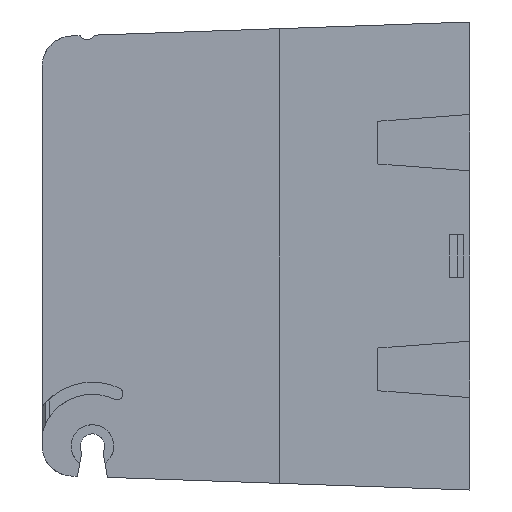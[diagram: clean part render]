
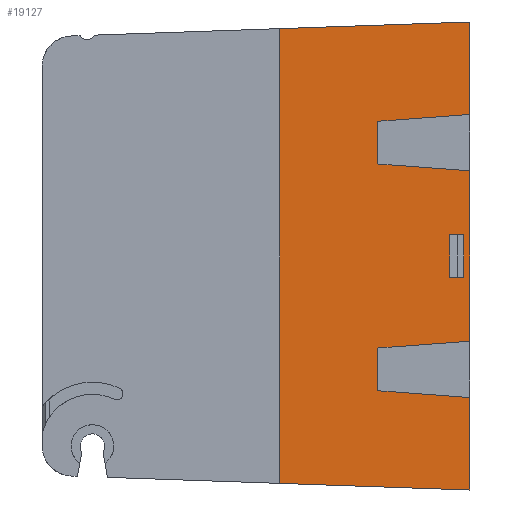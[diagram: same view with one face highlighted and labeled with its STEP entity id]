
A CAD part, left-side view. The second image highlights one B-rep face of the part: STEP entity #19127.
In plain terms, the highlighted planar face has unit normal (-1, 0, 0).
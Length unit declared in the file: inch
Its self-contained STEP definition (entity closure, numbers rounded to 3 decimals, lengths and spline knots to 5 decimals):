
#201 = VECTOR ( 'NONE', #20753, 39.37008 ) ;
#314 = CARTESIAN_POINT ( 'NONE',  ( -0.465, 0.133, 0.14 ) ) ;
#495 = EDGE_CURVE ( 'NONE', #1315, #7737, #4488, .T. ) ;
#967 = DIRECTION ( 'NONE',  ( 0., -1., 0. ) ) ;
#1134 = ORIENTED_EDGE ( 'NONE', *, *, #23630, .F. ) ;
#1315 = VERTEX_POINT ( 'NONE', #11695 ) ;
#1384 = ORIENTED_EDGE ( 'NONE', *, *, #16448, .T. ) ;
#2020 = CARTESIAN_POINT ( 'NONE',  ( -0.465, 0., 1.4375 ) ) ;
#2132 = VERTEX_POINT ( 'NONE', #14345 ) ;
#2621 = CARTESIAN_POINT ( 'NONE',  ( -0.465, 0., -0.56 ) ) ;
#2980 = LINE ( 'NONE', #13868, #21855 ) ;
#3062 = VECTOR ( 'NONE', #29434, 39.37008 ) ;
#3374 = CARTESIAN_POINT ( 'NONE',  ( -0.465, 0.04, -0.14 ) ) ;
#3419 = VERTEX_POINT ( 'NONE', #8547 ) ;
#3965 = DIRECTION ( 'NONE',  ( 0., 0.999, 0.035 ) ) ;
#4488 = LINE ( 'NONE', #314, #31066 ) ;
#5300 = ORIENTED_EDGE ( 'NONE', *, *, #15017, .F. ) ;
#6076 = ORIENTED_EDGE ( 'NONE', *, *, #21548, .T. ) ;
#6152 = VECTOR ( 'NONE', #15409, 39.37008 ) ;
#7000 = LINE ( 'NONE', #18172, #201 ) ;
#7280 = CARTESIAN_POINT ( 'NONE',  ( -0.465, 0., 1.53756 ) ) ;
#7350 = VECTOR ( 'NONE', #21125, 39.37008 ) ;
#7389 = LINE ( 'NONE', #16026, #20282 ) ;
#7707 = VECTOR ( 'NONE', #10863, 39.37008 ) ;
#7737 = VERTEX_POINT ( 'NONE', #8622 ) ;
#7801 = LINE ( 'NONE', #25716, #27553 ) ;
#8282 = FACE_OUTER_BOUND ( 'NONE', #32220, .T. ) ;
#8359 = EDGE_CURVE ( 'NONE', #28180, #14420, #2980, .T. ) ;
#8519 = LINE ( 'NONE', #2020, #22233 ) ;
#8547 = CARTESIAN_POINT ( 'NONE',  ( -0.465, 0.604, 0.88523 ) ) ;
#8622 = CARTESIAN_POINT ( 'NONE',  ( -0.465, 0.04, 0.14 ) ) ;
#8747 = EDGE_CURVE ( 'NONE', #2132, #1315, #17373, .T. ) ;
#9011 = CARTESIAN_POINT ( 'NONE',  ( -0.465, 1.1485, -1.49745 ) ) ;
#9098 = DIRECTION ( 'NONE',  ( 0., 0., -1. ) ) ;
#10205 = CARTESIAN_POINT ( 'NONE',  ( -0.465, 0., -0.93 ) ) ;
#10449 = VERTEX_POINT ( 'NONE', #17488 ) ;
#10475 = CARTESIAN_POINT ( 'NONE',  ( -0.465, 0.604, -0.88523 ) ) ;
#10780 = VERTEX_POINT ( 'NONE', #31637 ) ;
#10863 = DIRECTION ( 'NONE',  ( 0., 0., 1. ) ) ;
#10905 = VERTEX_POINT ( 'NONE', #23600 ) ;
#11131 = LINE ( 'NONE', #24899, #24863 ) ;
#11241 = VECTOR ( 'NONE', #9098, 39.37008 ) ;
#11322 = VERTEX_POINT ( 'NONE', #21949 ) ;
#11328 = EDGE_CURVE ( 'NONE', #11809, #14420, #25770, .T. ) ;
#11444 = ORIENTED_EDGE ( 'NONE', *, *, #25701, .F. ) ;
#11695 = CARTESIAN_POINT ( 'NONE',  ( -0.465, 0.133, 0.14 ) ) ;
#11701 = VERTEX_POINT ( 'NONE', #10475 ) ;
#11809 = VERTEX_POINT ( 'NONE', #13488 ) ;
#11884 = ORIENTED_EDGE ( 'NONE', *, *, #495, .T. ) ;
#12227 = EDGE_CURVE ( 'NONE', #25413, #21851, #17141, .T. ) ;
#12282 = EDGE_CURVE ( 'NONE', #18181, #21851, #23591, .T. ) ;
#12589 = EDGE_CURVE ( 'NONE', #10449, #11809, #7801, .T. ) ;
#12628 = EDGE_CURVE ( 'NONE', #3419, #11322, #7000, .T. ) ;
#12793 = DIRECTION ( 'NONE',  ( 0., 0.999, -0.035 ) ) ;
#13488 = CARTESIAN_POINT ( 'NONE',  ( -0.465, 0., 0.56 ) ) ;
#13868 = CARTESIAN_POINT ( 'NONE',  ( -0.465, 0., -0.56 ) ) ;
#13888 = CARTESIAN_POINT ( 'NONE',  ( -0.465, 0.594, -0.5 ) ) ;
#14087 = ORIENTED_EDGE ( 'NONE', *, *, #21445, .F. ) ;
#14321 = FACE_BOUND ( 'NONE', #33272, .T. ) ;
#14345 = CARTESIAN_POINT ( 'NONE',  ( -0.465, 0.133, -0.14 ) ) ;
#14420 = VERTEX_POINT ( 'NONE', #2621 ) ;
#15017 = EDGE_CURVE ( 'NONE', #10905, #7737, #21420, .T. ) ;
#15089 = ORIENTED_EDGE ( 'NONE', *, *, #12628, .T. ) ;
#15348 = ORIENTED_EDGE ( 'NONE', *, *, #8359, .T. ) ;
#15409 = DIRECTION ( 'NONE',  ( 0., 0., 1. ) ) ;
#15932 = CARTESIAN_POINT ( 'NONE',  ( -0.465, 1.25, 1.49391 ) ) ;
#16026 = CARTESIAN_POINT ( 'NONE',  ( -0.465, 0.62245, -0.88387 ) ) ;
#16041 = CARTESIAN_POINT ( 'NONE',  ( -0.465, 0., 1.4375 ) ) ;
#16448 = EDGE_CURVE ( 'NONE', #10449, #3419, #19863, .T. ) ;
#16453 = DIRECTION ( 'NONE',  ( 0., -0.997, 0.074 ) ) ;
#16476 = DIRECTION ( 'NONE',  ( 0., 0., 1. ) ) ;
#16892 = VERTEX_POINT ( 'NONE', #10205 ) ;
#17141 = LINE ( 'NONE', #30819, #24005 ) ;
#17373 = LINE ( 'NONE', #26610, #23444 ) ;
#17488 = CARTESIAN_POINT ( 'NONE',  ( -0.465, 0.604, 0.60477 ) ) ;
#18147 = ORIENTED_EDGE ( 'NONE', *, *, #12589, .F. ) ;
#18172 = CARTESIAN_POINT ( 'NONE',  ( -0.465, 0., 0.93 ) ) ;
#18181 = VERTEX_POINT ( 'NONE', #22307 ) ;
#18915 = CARTESIAN_POINT ( 'NONE',  ( -0.465, 0.133, -0.14 ) ) ;
#18960 = PLANE ( 'NONE',  #26518 ) ;
#19127 = ADVANCED_FACE ( 'NONE', ( #8282, #14321 ), #18960, .T. ) ;
#19863 = LINE ( 'NONE', #30846, #6152 ) ;
#19978 = DIRECTION ( 'NONE',  ( 0., 0., -1. ) ) ;
#20282 = VECTOR ( 'NONE', #25993, 39.37008 ) ;
#20753 = DIRECTION ( 'NONE',  ( 0., -0.997, 0.074 ) ) ;
#21125 = DIRECTION ( 'NONE',  ( 0., 0., -1. ) ) ;
#21420 = LINE ( 'NONE', #3374, #7707 ) ;
#21445 = EDGE_CURVE ( 'NONE', #2132, #10905, #22452, .T. ) ;
#21548 = EDGE_CURVE ( 'NONE', #11701, #28180, #11131, .T. ) ;
#21851 = VERTEX_POINT ( 'NONE', #15932 ) ;
#21855 = VECTOR ( 'NONE', #16453, 39.37008 ) ;
#21949 = CARTESIAN_POINT ( 'NONE',  ( -0.465, 0., 0.93 ) ) ;
#22233 = VECTOR ( 'NONE', #19978, 39.37008 ) ;
#22307 = CARTESIAN_POINT ( 'NONE',  ( -0.465, 1.25, -1.49391 ) ) ;
#22452 = LINE ( 'NONE', #18915, #28485 ) ;
#22523 = ORIENTED_EDGE ( 'NONE', *, *, #12282, .F. ) ;
#23379 = DIRECTION ( 'NONE',  ( 0., -1., 0. ) ) ;
#23444 = VECTOR ( 'NONE', #24032, 39.37008 ) ;
#23498 = VECTOR ( 'NONE', #3965, 39.37008 ) ;
#23591 = LINE ( 'NONE', #26851, #3062 ) ;
#23600 = CARTESIAN_POINT ( 'NONE',  ( -0.465, 0.04, -0.14 ) ) ;
#23630 = EDGE_CURVE ( 'NONE', #10780, #18181, #31136, .T. ) ;
#24005 = VECTOR ( 'NONE', #12793, 39.37008 ) ;
#24032 = DIRECTION ( 'NONE',  ( 0., 0., 1. ) ) ;
#24863 = VECTOR ( 'NONE', #27490, 39.37008 ) ;
#24899 = CARTESIAN_POINT ( 'NONE',  ( -0.465, 0.604, -0.56 ) ) ;
#25413 = VERTEX_POINT ( 'NONE', #7280 ) ;
#25701 = EDGE_CURVE ( 'NONE', #11701, #16892, #7389, .T. ) ;
#25716 = CARTESIAN_POINT ( 'NONE',  ( -0.465, 0.51262, 0.59799 ) ) ;
#25770 = LINE ( 'NONE', #29718, #11241 ) ;
#25993 = DIRECTION ( 'NONE',  ( 0., -0.997, -0.074 ) ) ;
#26104 = ORIENTED_EDGE ( 'NONE', *, *, #30231, .F. ) ;
#26460 = CARTESIAN_POINT ( 'NONE',  ( -0.465, 0.604, -0.60477 ) ) ;
#26518 = AXIS2_PLACEMENT_3D ( 'NONE', #13888, #31918, #16476 ) ;
#26610 = CARTESIAN_POINT ( 'NONE',  ( -0.465, 0.133, -0.14 ) ) ;
#26851 = CARTESIAN_POINT ( 'NONE',  ( -0.465, 1.25, -0.5 ) ) ;
#27490 = DIRECTION ( 'NONE',  ( 0., 0., 1. ) ) ;
#27553 = VECTOR ( 'NONE', #28411, 39.37008 ) ;
#27907 = LINE ( 'NONE', #16041, #7350 ) ;
#28180 = VERTEX_POINT ( 'NONE', #26460 ) ;
#28411 = DIRECTION ( 'NONE',  ( 0., -0.997, -0.074 ) ) ;
#28485 = VECTOR ( 'NONE', #967, 39.37008 ) ;
#29049 = ORIENTED_EDGE ( 'NONE', *, *, #11328, .F. ) ;
#29434 = DIRECTION ( 'NONE',  ( 0., 0., 1. ) ) ;
#29718 = CARTESIAN_POINT ( 'NONE',  ( -0.465, 0., 1.4375 ) ) ;
#30231 = EDGE_CURVE ( 'NONE', #16892, #10780, #27907, .T. ) ;
#30475 = EDGE_CURVE ( 'NONE', #25413, #11322, #8519, .T. ) ;
#30555 = ORIENTED_EDGE ( 'NONE', *, *, #12227, .T. ) ;
#30755 = ORIENTED_EDGE ( 'NONE', *, *, #8747, .T. ) ;
#30819 = CARTESIAN_POINT ( 'NONE',  ( -0.465, 1.1485, 1.49745 ) ) ;
#30846 = CARTESIAN_POINT ( 'NONE',  ( -0.465, 0.604, 0.56 ) ) ;
#31066 = VECTOR ( 'NONE', #23379, 39.37008 ) ;
#31136 = LINE ( 'NONE', #9011, #23498 ) ;
#31637 = CARTESIAN_POINT ( 'NONE',  ( -0.465, 0., -1.53756 ) ) ;
#31776 = ORIENTED_EDGE ( 'NONE', *, *, #30475, .F. ) ;
#31918 = DIRECTION ( 'NONE',  ( -1., 0., 0. ) ) ;
#32220 = EDGE_LOOP ( 'NONE', ( #15348, #29049, #18147, #1384, #15089, #31776, #30555, #22523, #1134, #26104, #11444, #6076 ) ) ;
#33272 = EDGE_LOOP ( 'NONE', ( #5300, #14087, #30755, #11884 ) ) ;
